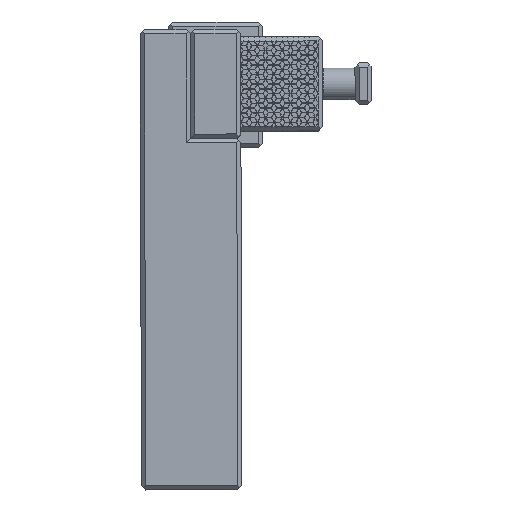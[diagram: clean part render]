
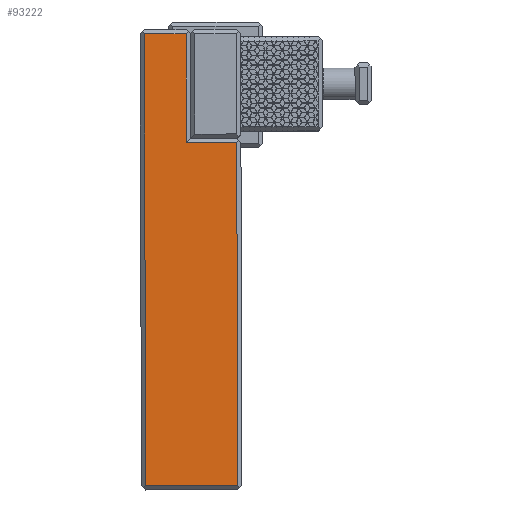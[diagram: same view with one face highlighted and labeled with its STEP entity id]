
A CAD part, top view. The second image highlights one B-rep face of the part: STEP entity #93222.
In plain terms, the highlighted planar face has unit normal (0, 0, 1).
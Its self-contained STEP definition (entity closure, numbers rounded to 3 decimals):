
#243=FACE_OUTER_BOUND('',#6604,.T.);
#6604=EDGE_LOOP('',(#60210,#60211,#60212,#60213,#60214,#60215));
#13028=LINE('',#132494,#26348);
#13029=LINE('',#132496,#26349);
#13030=LINE('',#132498,#26350);
#13031=LINE('',#132500,#26351);
#13032=LINE('',#132502,#26352);
#13033=LINE('',#132503,#26353);
#26348=VECTOR('',#106246,20.);
#26349=VECTOR('',#106247,216.);
#26350=VECTOR('',#106248,44.);
#26351=VECTOR('',#106249,164.);
#26352=VECTOR('',#106250,24.);
#26353=VECTOR('',#106251,52.);
#39649=VERTEX_POINT('',#132492);
#39650=VERTEX_POINT('',#132493);
#39651=VERTEX_POINT('',#132495);
#39652=VERTEX_POINT('',#132497);
#39653=VERTEX_POINT('',#132499);
#39654=VERTEX_POINT('',#132501);
#46738=EDGE_CURVE('',#39649,#39650,#13028,.T.);
#46739=EDGE_CURVE('',#39650,#39651,#13029,.T.);
#46740=EDGE_CURVE('',#39651,#39652,#13030,.T.);
#46741=EDGE_CURVE('',#39652,#39653,#13031,.T.);
#46742=EDGE_CURVE('',#39653,#39654,#13032,.T.);
#46743=EDGE_CURVE('',#39654,#39649,#13033,.T.);
#60210=ORIENTED_EDGE('',*,*,#46738,.T.);
#60211=ORIENTED_EDGE('',*,*,#46739,.T.);
#60212=ORIENTED_EDGE('',*,*,#46740,.T.);
#60213=ORIENTED_EDGE('',*,*,#46741,.T.);
#60214=ORIENTED_EDGE('',*,*,#46742,.T.);
#60215=ORIENTED_EDGE('',*,*,#46743,.T.);
#86898=PLANE('',#99687);
#93222=ADVANCED_FACE('',(#243),#86898,.F.);
#99687=AXIS2_PLACEMENT_3D('',#132491,#106244,#106245);
#106244=DIRECTION('center_axis',(0.,0.,
-1.));
#106245=DIRECTION('ref_axis',(-1.,-0.003,0.));
#106246=DIRECTION('',(0.003,-1.,0.));
#106247=DIRECTION('',(1.,0.003,0.));
#106248=DIRECTION('',(-0.003,1.,0.));
#106249=DIRECTION('',(-1.,-0.003,0.));
#106250=DIRECTION('',(0.003,-1.,0.));
#106251=DIRECTION('',(-1.,-0.003,0.));
#132491=CARTESIAN_POINT('Origin',(-45.463,-0.063,
457.7));
#132492=CARTESIAN_POINT('',(-43.457,-2.057,457.7));
#132493=CARTESIAN_POINT('',(-43.402,-22.057,457.7));
#132494=CARTESIAN_POINT('',(-43.457,-2.057,457.7));
#132495=CARTESIAN_POINT('',(172.597,-21.463,457.7));
#132496=CARTESIAN_POINT('',(-43.402,-22.057,457.7));
#132497=CARTESIAN_POINT('',(172.476,22.537,457.7));
#132498=CARTESIAN_POINT('',(172.597,-21.463,457.7));
#132499=CARTESIAN_POINT('',(8.476,22.086,457.7));
#132500=CARTESIAN_POINT('',(172.476,22.537,457.7));
#132501=CARTESIAN_POINT('',(8.543,-1.914,457.7));
#132502=CARTESIAN_POINT('',(8.476,22.086,457.7));
#132503=CARTESIAN_POINT('',(8.543,-1.914,457.7));
